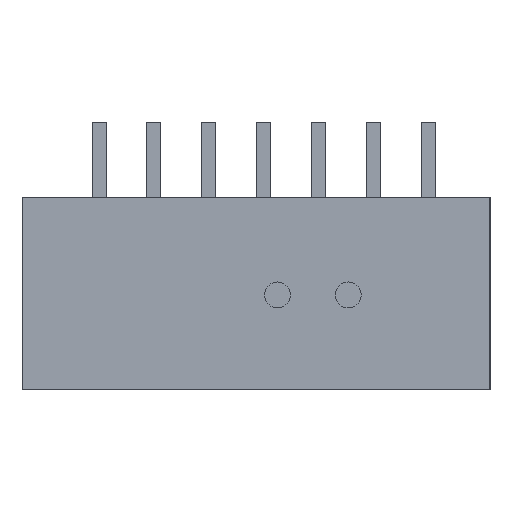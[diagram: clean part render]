
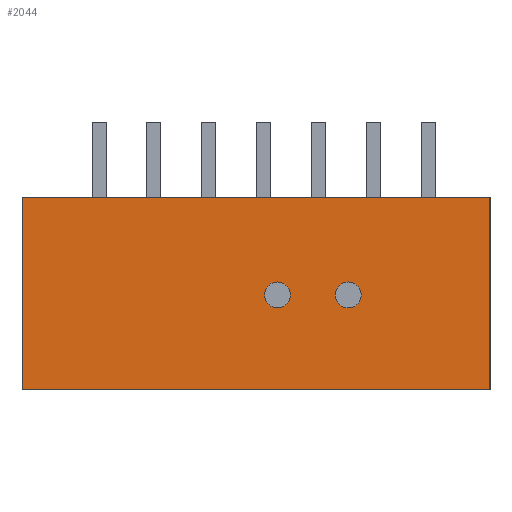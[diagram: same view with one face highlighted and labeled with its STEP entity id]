
A CAD part, left-side view. The second image highlights one B-rep face of the part: STEP entity #2044.
In plain terms, the highlighted planar face has unit normal (-1, 0, 0).
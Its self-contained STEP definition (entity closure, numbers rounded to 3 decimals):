
#15=FACE_BOUND('',#379,.T.);
#16=FACE_BOUND('',#380,.T.);
#148=PLANE('',#2177);
#263=FACE_OUTER_BOUND('',#378,.T.);
#378=EDGE_LOOP('',(#1832,#1833,#1834,#1835));
#379=EDGE_LOOP('',(#1836));
#380=EDGE_LOOP('',(#1837));
#659=LINE('',#3231,#925);
#667=LINE('',#3246,#933);
#668=LINE('',#3248,#934);
#669=LINE('',#3249,#935);
#925=VECTOR('',#2665,10.);
#933=VECTOR('',#2677,10.);
#934=VECTOR('',#2680,10.);
#935=VECTOR('',#2681,10.);
#937=CIRCLE('',#2063,0.6);
#939=CIRCLE('',#2067,0.6);
#941=VERTEX_POINT('',#2690);
#943=VERTEX_POINT('',#2697);
#1113=VERTEX_POINT('',#3228);
#1114=VERTEX_POINT('',#3230);
#1118=VERTEX_POINT('',#3242);
#1119=VERTEX_POINT('',#3244);
#1122=EDGE_CURVE('',#941,#941,#937,.T.);
#1125=EDGE_CURVE('',#943,#943,#939,.T.);
#1379=EDGE_CURVE('',#1113,#1114,#659,.T.);
#1387=EDGE_CURVE('',#1118,#1119,#667,.T.);
#1388=EDGE_CURVE('',#1113,#1118,#668,.T.);
#1389=EDGE_CURVE('',#1114,#1119,#669,.T.);
#1832=ORIENTED_EDGE('',*,*,#1388,.T.);
#1833=ORIENTED_EDGE('',*,*,#1387,.T.);
#1834=ORIENTED_EDGE('',*,*,#1389,.F.);
#1835=ORIENTED_EDGE('',*,*,#1379,.F.);
#1836=ORIENTED_EDGE('',*,*,#1122,.T.);
#1837=ORIENTED_EDGE('',*,*,#1125,.T.);
#2044=ADVANCED_FACE('',(#263,#15,#16),#148,.T.);
#2063=AXIS2_PLACEMENT_3D('',#2692,#2187,#2188);
#2067=AXIS2_PLACEMENT_3D('',#2699,#2196,#2197);
#2177=AXIS2_PLACEMENT_3D('',#3247,#2678,#2679);
#2187=DIRECTION('center_axis',(1.,0.,0.));
#2188=DIRECTION('ref_axis',(0.,-1.,0.));
#2196=DIRECTION('center_axis',(1.,0.,0.));
#2197=DIRECTION('ref_axis',(0.,-1.,0.));
#2665=DIRECTION('',(0.,0.,1.));
#2677=DIRECTION('',(0.,0.,1.));
#2678=DIRECTION('center_axis',(-1.,0.,0.));
#2679=DIRECTION('ref_axis',(0.,-1.,0.));
#2680=DIRECTION('',(0.,-1.,0.));
#2681=DIRECTION('',(0.,-1.,0.));
#2690=CARTESIAN_POINT('',(0.,7.17,4.406));
#2692=CARTESIAN_POINT('Origin',(0.,6.57,4.406));
#2697=CARTESIAN_POINT('',(0.,10.45,4.406));
#2699=CARTESIAN_POINT('Origin',(0.,9.85,4.406));
#3228=CARTESIAN_POINT('',(0.,21.69,0.));
#3230=CARTESIAN_POINT('',(0.,21.69,8.92));
#3231=CARTESIAN_POINT('',(0.,21.69,0.));
#3242=CARTESIAN_POINT('',(0.,0.,0.));
#3244=CARTESIAN_POINT('',(0.,0.,8.92));
#3246=CARTESIAN_POINT('',(0.,0.,0.));
#3247=CARTESIAN_POINT('Origin',(0.,21.69,0.));
#3248=CARTESIAN_POINT('',(0.,21.69,0.));
#3249=CARTESIAN_POINT('',(0.,21.69,8.92));
